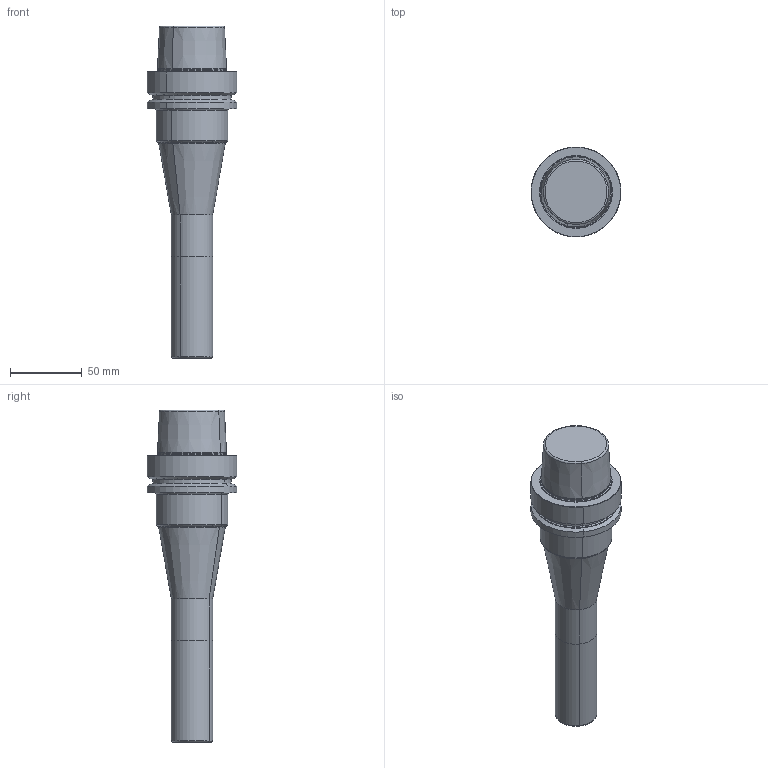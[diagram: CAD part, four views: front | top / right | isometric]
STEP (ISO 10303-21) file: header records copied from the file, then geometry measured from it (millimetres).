
FILE_DESCRIPTION((''),'2;1');
FILE_NAME('607031991-000-02-E43','2020-05-25T10:46:17',('korna'),(''),'CREO PARAMETRIC BY PTC INC, 2019030','CREO PARAMETRIC BY PTC INC, 2019030','');
FILE_SCHEMA(('AP242_MANAGED_MODEL_BASED_3D_ENGINEERING_MIM_LF { 1 0 10303 442 1 1 4 }'));
Length unit declared in the file: millimetre
Products named in the file (1): 607031991-000-02-E43
Bounding box: 62.76 x 62.76 x 231.9 mm (x, y, z)
Volume: 285984.8 mm3; surface area: 37561.5 mm2
Topology: 1 solids, 1 shells, 65 faces, 645 edges, 1000 vertices
Faces by surface type: cone 20, torus 20, cylinder 18, plane 7
Entity records: 5485 total; most frequent: CARTESIAN_POINT 1890, DIRECTION 619, B_SPLINE_CURVE_WITH_KNOTS 323, ORIENTED_EDGE 256, PRESENTATION_STYLE_ASSIGNMENT 237, STYLED_ITEM 237, CURVE_STYLE 236, AXIS2_PLACEMENT_3D 225
